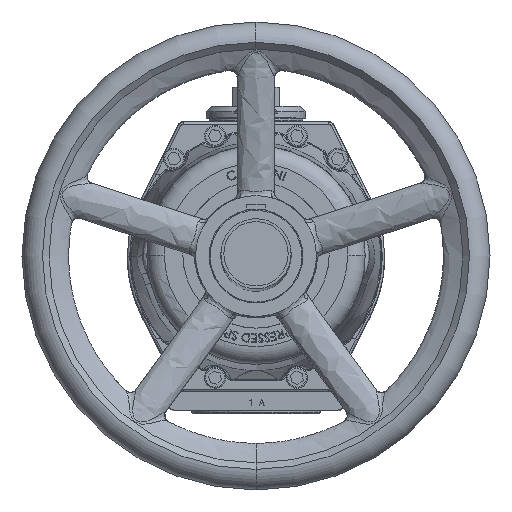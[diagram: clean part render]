
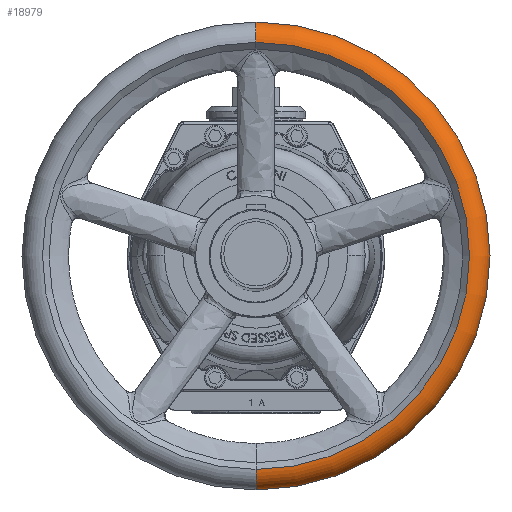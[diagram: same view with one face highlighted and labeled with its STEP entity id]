
A CAD part, top view. The second image highlights one B-rep face of the part: STEP entity #18979.
In plain terms, the highlighted toroidal (fillet/blend) face has major radius 182.5 mm and minor radius 17.5 mm.
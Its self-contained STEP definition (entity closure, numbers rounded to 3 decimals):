
#3687 = CIRCLE ( 'NONE', #46076, 17.5 ) ;
#4050 = DIRECTION ( 'NONE',  ( 0., -0.005, -1. ) ) ;
#7741 = CARTESIAN_POINT ( 'NONE',  ( 0., 0.178, 272.376 ) ) ;
#10500 = TOROIDAL_SURFACE ( 'NONE', #53688, 182.5, 17.5 ) ;
#10742 = VERTEX_POINT ( 'NONE', #67257 ) ;
#12521 = EDGE_CURVE ( 'Defeatured_0_154+Defeatured_0_151+Defeatured_0_151+Defeatured_0_151', #10742, #13675, #25863, .T. ) ;
#13675 = VERTEX_POINT ( 'NONE', #46840 ) ;
#13893 = DIRECTION ( 'NONE',  ( 0., 1., -0.005 ) ) ;
#17312 = EDGE_CURVE ( 'Defeatured_0_151+Defeatured_0_152+Defeatured_0_152+Defeatured_0_152', #57481, #36477, #62310, .T. ) ;
#18484 = EDGE_CURVE ( 'NONE', #57481, #10742, #3687, .T. ) ;
#18979 = ADVANCED_FACE ( 'Defeatured_0_151', ( #30046 ), #10500, .T. ) ;
#19641 = ORIENTED_EDGE ( 'NONE', *, *, #12521, .F. ) ;
#20751 = DIRECTION ( 'NONE',  ( -1., 0., 0. ) ) ;
#21491 = ORIENTED_EDGE ( 'NONE', *, *, #40386, .T. ) ;
#22282 = CIRCLE ( 'NONE', #27719, 17.5 ) ;
#25863 = CIRCLE ( 'NONE', #60000, 182.5 ) ;
#26172 = DIRECTION ( 'NONE',  ( 0., -1., 0. ) ) ;
#27719 = AXIS2_PLACEMENT_3D ( 'NONE', #34132, #66302, #50183 ) ;
#30046 = FACE_OUTER_BOUND ( 'NONE', #66707, .T. ) ;
#31464 = CARTESIAN_POINT ( 'NONE',  ( 0., -182.136, 308.331 ) ) ;
#32111 = CARTESIAN_POINT ( 'NONE',  ( 0., 182.768, 288.92 ) ) ;
#34132 = CARTESIAN_POINT ( 'NONE',  ( 0., -182.227, 290.831 ) ) ;
#34416 = DIRECTION ( 'NONE',  ( 0., 1., -0.005 ) ) ;
#34653 = CARTESIAN_POINT ( 'NONE',  ( 0., 0.27, 289.876 ) ) ;
#35904 = DIRECTION ( 'NONE',  ( 0., 1., -0.005 ) ) ;
#36477 = VERTEX_POINT ( 'NONE', #31464 ) ;
#38859 = ORIENTED_EDGE ( 'NONE', *, *, #18484, .F. ) ;
#40386 = EDGE_CURVE ( 'NONE', #36477, #13675, #22282, .T. ) ;
#45597 = DIRECTION ( 'NONE',  ( 0., -0.005, -1. ) ) ;
#46076 = AXIS2_PLACEMENT_3D ( 'NONE', #32111, #20751, #26172 ) ;
#46840 = CARTESIAN_POINT ( 'NONE',  ( 0., -182.319, 273.331 ) ) ;
#47781 = CARTESIAN_POINT ( 'NONE',  ( 0., 182.859, 306.42 ) ) ;
#50183 = DIRECTION ( 'NONE',  ( 0., 1., 0. ) ) ;
#50695 = DIRECTION ( 'NONE',  ( 0., -0.005, -1. ) ) ;
#52402 = CARTESIAN_POINT ( 'NONE',  ( 0., 0.362, 307.375 ) ) ;
#53688 = AXIS2_PLACEMENT_3D ( 'NONE', #34653, #50695, #34416 ) ;
#57481 = VERTEX_POINT ( 'NONE', #47781 ) ;
#60000 = AXIS2_PLACEMENT_3D ( 'NONE', #7741, #45597, #13893 ) ;
#62310 = CIRCLE ( 'NONE', #68249, 182.5 ) ;
#66302 = DIRECTION ( 'NONE',  ( 1., 0., 0. ) ) ;
#66707 = EDGE_LOOP ( 'NONE', ( #67845, #21491, #19641, #38859 ) ) ;
#67257 = CARTESIAN_POINT ( 'NONE',  ( 0., 182.676, 271.42 ) ) ;
#67845 = ORIENTED_EDGE ( 'NONE', *, *, #17312, .T. ) ;
#68249 = AXIS2_PLACEMENT_3D ( 'NONE', #52402, #4050, #35904 ) ;
